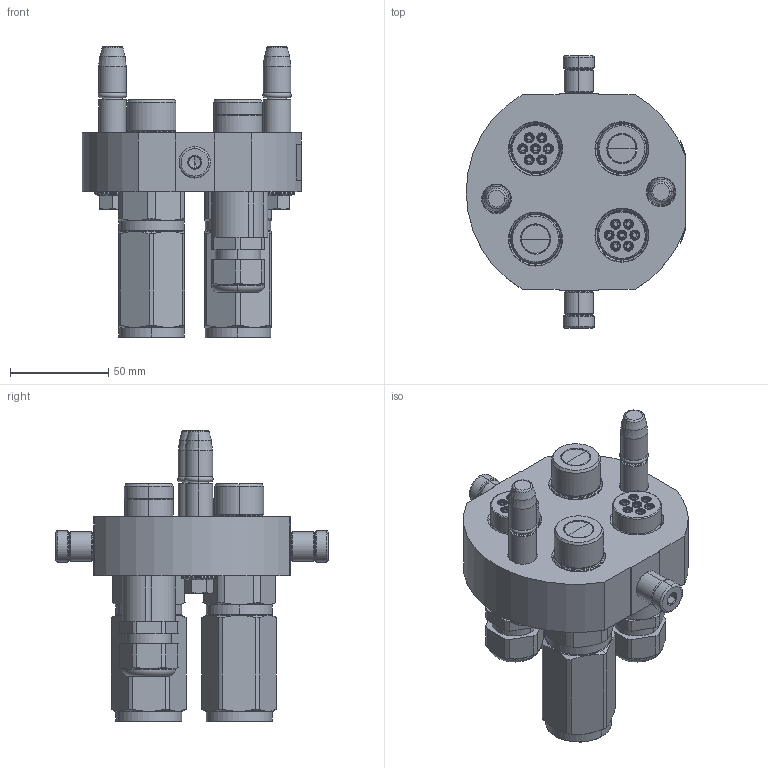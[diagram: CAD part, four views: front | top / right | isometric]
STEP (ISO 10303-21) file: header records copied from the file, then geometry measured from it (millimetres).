
FILE_DESCRIPTION (( 'STEP AP214' ), '1' );
FILE_NAME ('FASTER_DB.step', '2023-03-13T09:45:51', ( '' ), ( '' ), 'SwSTEP 2.0', 'SolidWorks 2017', '' );
FILE_SCHEMA (( 'AUTOMOTIVE_DESIGN' ));
Length unit declared in the file: millimetre
Products named in the file (14): 4830_010_0000_022; 4830_044_0000_000; 4830_021_0000_000; corspel08-7_m; or2_62x9_19_m; 1540_080_0008_000; P508_M_BASE; et002_piegata; 4830_013_3000_030; 4830_028_1000_011; FASTER_DB; 3ffnp12_gas_m; conn_7p_m
Assembly tree (22 placements, depth 3):
  FASTER_DB
    P508_M_BASE
      4830_010_0000_022
      4830_013_3000_030  x2
      4830_028_1000_011  x2
      4830_021_0000_000  x2
      1540_080_0008_000  x2
      or2_62x9_19_m  x2
    conn_7p_m  x2
      4830_044_0000_000
      corspel08-7_m
    3ffnp12_gas_m  x2
      3ffnp12_gas_m
    et002_piegata
Bounding box: 111.8 x 138.6 x 148.2 mm (x, y, z)
Volume: 2874.1 mm3; surface area: 122970.1 mm2
Topology: 5 solids, 70 shells, 1980 faces, 5439 edges, 3530 vertices
Faces by surface type: plane 944, cylinder 461, cone 328, torus 156, bspline 79, sphere 12
Entity records: 49114 total; most frequent: CARTESIAN_POINT 12501, ORIENTED_EDGE 6407, DIRECTION 6231, EDGE_CURVE 3415, VERTEX_POINT 2222, VECTOR 2119, LINE 2119, AXIS2_PLACEMENT_3D 2056
